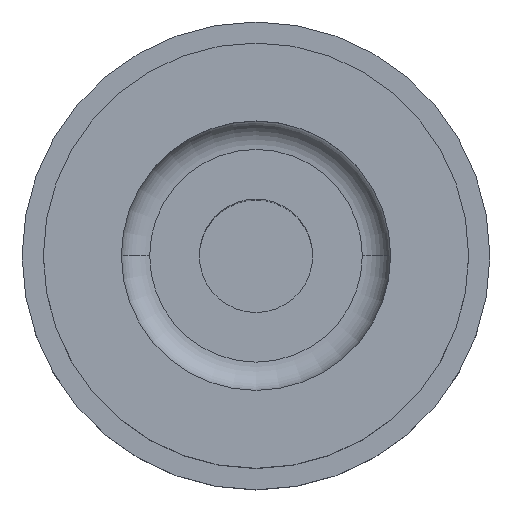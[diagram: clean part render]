
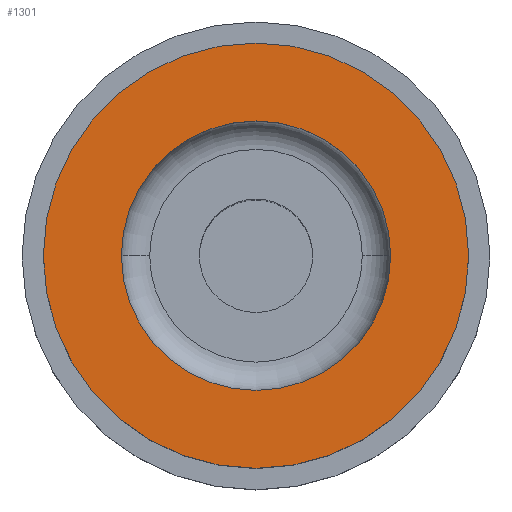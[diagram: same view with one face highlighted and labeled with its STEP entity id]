
A CAD part, top view. The second image highlights one B-rep face of the part: STEP entity #1301.
In plain terms, the highlighted planar face has unit normal (0, 0, 1).
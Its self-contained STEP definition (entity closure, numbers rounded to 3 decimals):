
#176 = VERTEX_POINT('',#177);
#177 = CARTESIAN_POINT('',(-3.75,0.,0.));
#183 = EDGE_CURVE('',#184,#176,#186,.T.);
#184 = VERTEX_POINT('',#185);
#185 = CARTESIAN_POINT('',(3.75,0.,0.));
#186 = CIRCLE('',#187,3.75);
#187 = AXIS2_PLACEMENT_3D('',#188,#189,#190);
#188 = CARTESIAN_POINT('',(0.,0.,0.));
#189 = DIRECTION('',(0.,-0.,1.));
#190 = DIRECTION('',(1.,0.,0.));
#207 = VERTEX_POINT('',#208);
#208 = CARTESIAN_POINT('',(2.375,0.,0.));
#214 = EDGE_CURVE('',#215,#207,#217,.T.);
#215 = VERTEX_POINT('',#216);
#216 = CARTESIAN_POINT('',(-2.375,0.,0.));
#217 = CIRCLE('',#218,2.375);
#218 = AXIS2_PLACEMENT_3D('',#219,#220,#221);
#219 = CARTESIAN_POINT('',(0.,0.,0.));
#220 = DIRECTION('',(0.,-0.,1.));
#221 = DIRECTION('',(1.,0.,0.));
#1281 = EDGE_CURVE('',#207,#215,#1282,.T.);
#1282 = CIRCLE('',#1283,2.375);
#1283 = AXIS2_PLACEMENT_3D('',#1284,#1285,#1286);
#1284 = CARTESIAN_POINT('',(0.,0.,0.));
#1285 = DIRECTION('',(0.,-0.,1.));
#1286 = DIRECTION('',(1.,0.,0.));
#1301 = ADVANCED_FACE('',(#1302,#1306),#1316,.F.);
#1302 = FACE_BOUND('',#1303,.T.);
#1303 = EDGE_LOOP('',(#1304,#1305));
#1304 = ORIENTED_EDGE('',*,*,#1281,.F.);
#1305 = ORIENTED_EDGE('',*,*,#214,.F.);
#1306 = FACE_BOUND('',#1307,.T.);
#1307 = EDGE_LOOP('',(#1308,#1309));
#1308 = ORIENTED_EDGE('',*,*,#183,.T.);
#1309 = ORIENTED_EDGE('',*,*,#1310,.T.);
#1310 = EDGE_CURVE('',#176,#184,#1311,.T.);
#1311 = CIRCLE('',#1312,3.75);
#1312 = AXIS2_PLACEMENT_3D('',#1313,#1314,#1315);
#1313 = CARTESIAN_POINT('',(0.,0.,0.));
#1314 = DIRECTION('',(0.,-0.,1.));
#1315 = DIRECTION('',(1.,0.,0.));
#1316 = PLANE('',#1317);
#1317 = AXIS2_PLACEMENT_3D('',#1318,#1319,#1320);
#1318 = CARTESIAN_POINT('',(0.,3.75,0.));
#1319 = DIRECTION('',(0.,0.,-1.));
#1320 = DIRECTION('',(-1.,0.,-0.));
